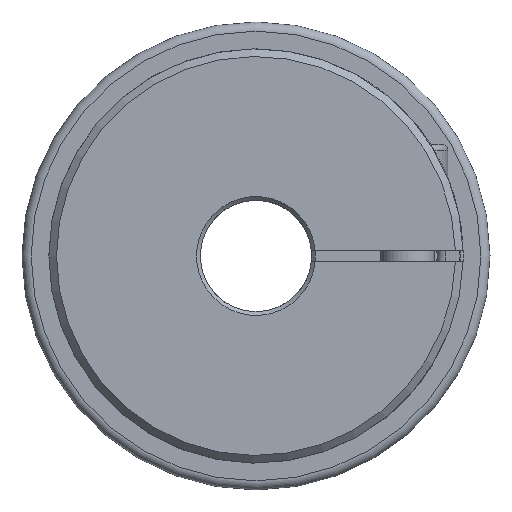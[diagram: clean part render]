
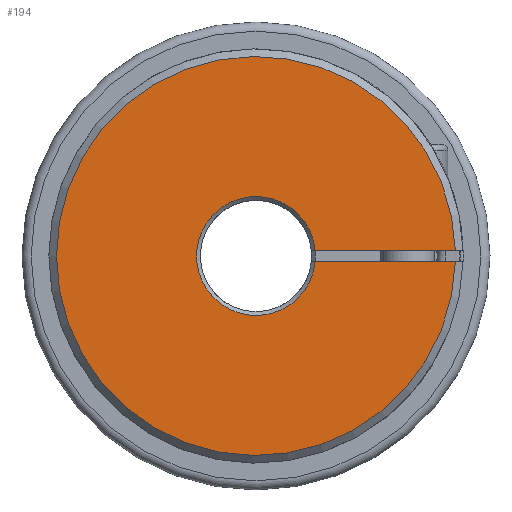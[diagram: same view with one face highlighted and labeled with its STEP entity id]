
A CAD part, left-side view. The second image highlights one B-rep face of the part: STEP entity #194.
In plain terms, the highlighted planar face has unit normal (-1, 0, 0).
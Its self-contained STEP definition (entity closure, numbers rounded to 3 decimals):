
#194 = ADVANCED_FACE( '', ( #463 ), #464, .T. );
#463 = FACE_OUTER_BOUND( '', #818, .T. );
#464 = PLANE( '', #819 );
#818 = EDGE_LOOP( '', ( #1325, #1326, #1327, #1328 ) );
#819 = AXIS2_PLACEMENT_3D( '', #1329, #1330, #1331 );
#1325 = ORIENTED_EDGE( '', *, *, #1800, .T. );
#1326 = ORIENTED_EDGE( '', *, *, #1938, .T. );
#1327 = ORIENTED_EDGE( '', *, *, #1939, .T. );
#1328 = ORIENTED_EDGE( '', *, *, #1863, .T. );
#1329 = CARTESIAN_POINT( '', ( -48.819, 0., 13.5 ) );
#1330 = DIRECTION( '', ( -1., 0., 0. ) );
#1331 = DIRECTION( '', ( 0., 0., 1. ) );
#1800 = EDGE_CURVE( '', #2086, #2084, #2087, .T. );
#1863 = EDGE_CURVE( '', #2191, #2086, #2194, .T. );
#1938 = EDGE_CURVE( '', #2084, #2306, #2307, .T. );
#1939 = EDGE_CURVE( '', #2306, #2191, #2308, .T. );
#2084 = VERTEX_POINT( '', #2493 );
#2086 = VERTEX_POINT( '', #2495 );
#2087 = LINE( '', #2496, #2497 );
#2191 = VERTEX_POINT( '', #2731 );
#2194 = CIRCLE( '', #2735, 52. );
#2306 = VERTEX_POINT( '', #2878 );
#2307 = CIRCLE( '', #2879, 15.5 );
#2308 = LINE( '', #2880, #2881 );
#2493 = CARTESIAN_POINT( '', ( -48.819, -15.427, -1.5 ) );
#2495 = CARTESIAN_POINT( '', ( -48.819, -51.978, -1.5 ) );
#2496 = CARTESIAN_POINT( '', ( -48.819, 0., -1.5 ) );
#2497 = VECTOR( '', #3376, 1000. );
#2731 = CARTESIAN_POINT( '', ( -48.819, -51.978, 1.5 ) );
#2735 = AXIS2_PLACEMENT_3D( '', #3472, #3473, #3474 );
#2878 = CARTESIAN_POINT( '', ( -48.819, -15.427, 1.5 ) );
#2879 = AXIS2_PLACEMENT_3D( '', #3573, #3574, #3575 );
#2880 = CARTESIAN_POINT( '', ( -48.819, 0., 1.5 ) );
#2881 = VECTOR( '', #3576, 1000. );
#3376 = DIRECTION( '', ( 0., 1., 0. ) );
#3472 = CARTESIAN_POINT( '', ( -48.819, 0., 0. ) );
#3473 = DIRECTION( '', ( -1., 0., 0. ) );
#3474 = DIRECTION( '', ( 0., 0., -1. ) );
#3573 = CARTESIAN_POINT( '', ( -48.819, 0., 0. ) );
#3574 = DIRECTION( '', ( 1., 0., 0. ) );
#3575 = DIRECTION( '', ( 0., -1., 0. ) );
#3576 = DIRECTION( '', ( 0., -1., 0. ) );
